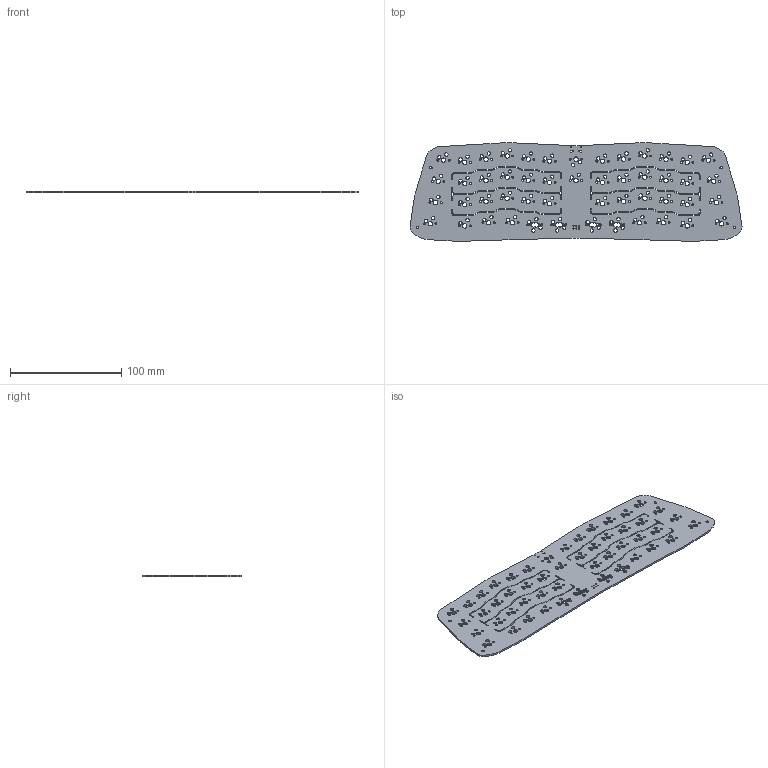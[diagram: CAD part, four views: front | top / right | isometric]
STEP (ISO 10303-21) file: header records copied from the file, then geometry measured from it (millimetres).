
FILE_DESCRIPTION(('KiCad electronic assembly'),'2;1');
FILE_NAME('teethless40_csl_pcb_schema.step','2022-10-15T00:01:07',( 'Pcbnew'),('Kicad'),'Open CASCADE STEP processor 7.6', 'KiCad to STEP converter','Unknown');
FILE_SCHEMA(('AUTOMOTIVE_DESIGN { 1 0 10303 214 1 1 1 1 }'));
Length unit declared in the file: millimetre
Products named in the file (2): teethless40_csl_pcb_schema 1; teethless40_csl_pcb_schema PCB
Assembly tree (1 placements, depth 2):
  teethless40_csl_pcb_schema 1
    teethless40_csl_pcb_schema PCB
Bounding box: 298.48 x 88.52 x 1.6 mm (x, y, z)
Volume: 35234.8 mm3; surface area: 51043.7 mm2
Topology: 1 solids, 1 shells, 661 faces, 1977 edges, 1318 vertices
Faces by surface type: cylinder 470, plane 191
Full cylindrical faces by diameter (mm): 0.65 x2, 1.016 x6, 1.75 x100, 2.2 x4, 3 x108, 3.988 x46
Entity records: 52351 total; most frequent: CARTESIAN_POINT 13600, DIRECTION 7209, LINE 4003, VECTOR 4003, ORIENTED_EDGE 3954, PCURVE 3954, DEFINITIONAL_REPRESENTATION 3954, EDGE_CURVE 1977
